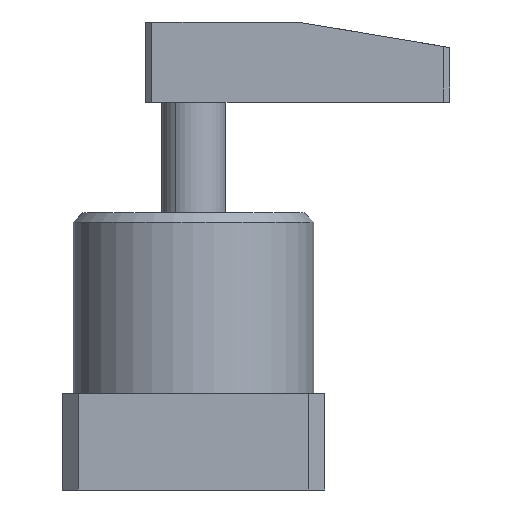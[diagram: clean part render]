
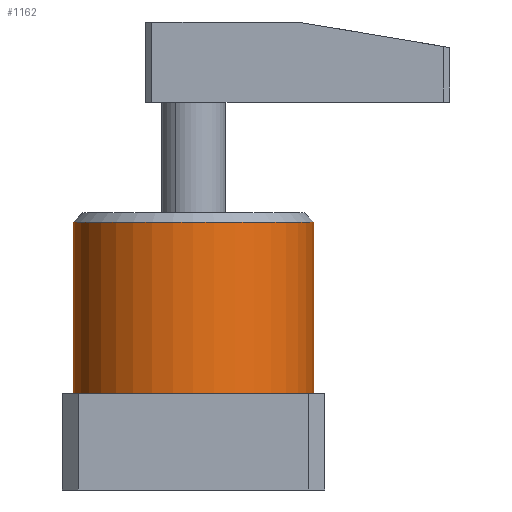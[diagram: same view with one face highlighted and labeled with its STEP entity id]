
A CAD part, front view. The second image highlights one B-rep face of the part: STEP entity #1162.
In plain terms, the highlighted cylindrical face has radius 37.5 mm (diameter 75 mm), a partial arc.
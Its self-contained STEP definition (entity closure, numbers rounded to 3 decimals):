
#197 = AXIS2_PLACEMENT_3D ( 'NONE', #4894, #4902, #4931 ) ;
#287 = AXIS2_PLACEMENT_3D ( 'NONE', #5001, #5000, #4998 ) ;
#289 = AXIS2_PLACEMENT_3D ( 'NONE', #5063, #5060, #5061 ) ;
#499 = EDGE_CURVE ( 'NONE', #2904, #2906, #1726, .T. ) ;
#504 = EDGE_CURVE ( 'NONE', #2905, #3008, #1859, .T. ) ;
#617 = EDGE_CURVE ( 'NONE', #3008, #2906, #1721, .T. ) ;
#626 = EDGE_CURVE ( 'NONE', #2904, #2905, #1677, .T. ) ;
#947 = DIRECTION ( 'NONE',  ( 0., 0., -1. ) ) ;
#948 = CARTESIAN_POINT ( 'NONE',  ( 37.5, 0., 86.5 ) ) ;
#954 = DIRECTION ( 'NONE',  ( 0., 0., -1. ) ) ;
#955 = CARTESIAN_POINT ( 'NONE',  ( -37.5, 0., 86.5 ) ) ;
#1162 = ADVANCED_FACE ( 'NONE', ( #1414 ), #1410, .T. ) ;
#1410 = CYLINDRICAL_SURFACE ( 'NONE', #197, 37.5 ) ;
#1414 = FACE_OUTER_BOUND ( 'NONE', #3117, .T. ) ;
#1677 = CIRCLE ( 'NONE', #287, 37.5 ) ;
#1721 = CIRCLE ( 'NONE', #289, 37.5 ) ;
#1726 = LINE ( 'NONE', #948, #1743 ) ;
#1735 = VECTOR ( 'NONE', #954, 1000. ) ;
#1743 = VECTOR ( 'NONE', #947, 1000. ) ;
#1859 = LINE ( 'NONE', #955, #1735 ) ;
#2904 = VERTEX_POINT ( 'NONE', #4779 ) ;
#2905 = VERTEX_POINT ( 'NONE', #4785 ) ;
#2906 = VERTEX_POINT ( 'NONE', #4778 ) ;
#3008 = VERTEX_POINT ( 'NONE', #5325 ) ;
#3117 = EDGE_LOOP ( 'NONE', ( #3730, #3771, #3705, #3696 ) ) ;
#3696 = ORIENTED_EDGE ( 'NONE', *, *, #617, .T. ) ;
#3705 = ORIENTED_EDGE ( 'NONE', *, *, #504, .T. ) ;
#3730 = ORIENTED_EDGE ( 'NONE', *, *, #499, .F. ) ;
#3771 = ORIENTED_EDGE ( 'NONE', *, *, #626, .T. ) ;
#4778 = CARTESIAN_POINT ( 'NONE',  ( 37.5, 0., 30. ) ) ;
#4779 = CARTESIAN_POINT ( 'NONE',  ( 37.5, 0., 83.5 ) ) ;
#4785 = CARTESIAN_POINT ( 'NONE',  ( -37.5, 0., 83.5 ) ) ;
#4894 = CARTESIAN_POINT ( 'NONE',  ( 0., 0., 86.5 ) ) ;
#4902 = DIRECTION ( 'NONE',  ( 0., 0., -1. ) ) ;
#4931 = DIRECTION ( 'NONE',  ( -1., 0., 0. ) ) ;
#4998 = DIRECTION ( 'NONE',  ( 1., 0., 0. ) ) ;
#5000 = DIRECTION ( 'NONE',  ( 0., 0., -1. ) ) ;
#5001 = CARTESIAN_POINT ( 'NONE',  ( 0., 0., 83.5 ) ) ;
#5060 = DIRECTION ( 'NONE',  ( 0., 0., 1. ) ) ;
#5061 = DIRECTION ( 'NONE',  ( 1., 0., 0. ) ) ;
#5063 = CARTESIAN_POINT ( 'NONE',  ( 0., 0., 30. ) ) ;
#5325 = CARTESIAN_POINT ( 'NONE',  ( -37.5, 0., 30. ) ) ;
